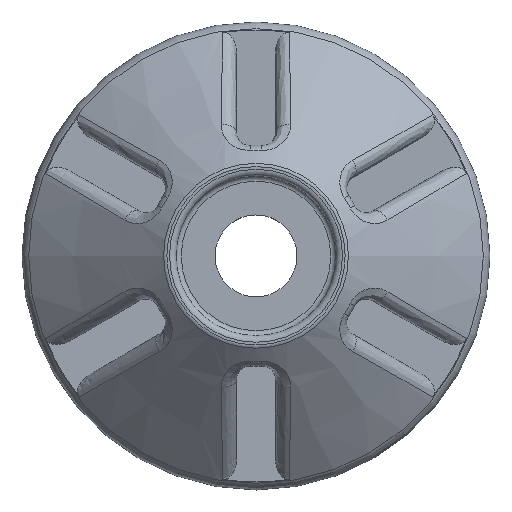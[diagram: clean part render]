
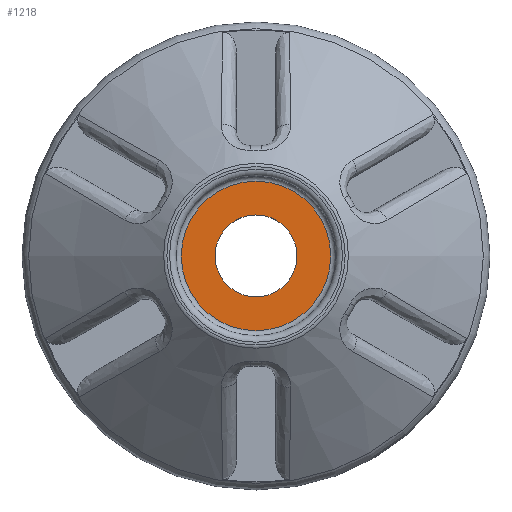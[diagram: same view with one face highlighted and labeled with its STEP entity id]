
A CAD part, top view. The second image highlights one B-rep face of the part: STEP entity #1218.
In plain terms, the highlighted planar face has unit normal (0, 0, 1).
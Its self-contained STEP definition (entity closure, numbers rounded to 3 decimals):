
#227=FACE_BOUND('',#413,.T.);
#248=PLANE('',#1349);
#325=FACE_OUTER_BOUND('',#412,.T.);
#412=EDGE_LOOP('',(#1120));
#413=EDGE_LOOP('',(#1121));
#440=CIRCLE('',#1267,3.15);
#478=CIRCLE('',#1350,5.75);
#527=VERTEX_POINT('',#3802);
#589=VERTEX_POINT('',#6919);
#644=EDGE_CURVE('',#527,#527,#440,.T.);
#767=EDGE_CURVE('',#589,#589,#478,.T.);
#1120=ORIENTED_EDGE('',*,*,#767,.F.);
#1121=ORIENTED_EDGE('',*,*,#644,.T.);
#1218=ADVANCED_FACE('',(#325,#227),#248,.T.);
#1267=AXIS2_PLACEMENT_3D('',#3804,#1426,#1427);
#1349=AXIS2_PLACEMENT_3D('',#6918,#1627,#1628);
#1350=AXIS2_PLACEMENT_3D('',#6920,#1629,#1630);
#1426=DIRECTION('center_axis',(0.,0.,-1.));
#1427=DIRECTION('ref_axis',(1.,0.,0.));
#1627=DIRECTION('center_axis',(0.,0.,1.));
#1628=DIRECTION('ref_axis',(1.,0.,0.));
#1629=DIRECTION('center_axis',(0.,0.,-1.));
#1630=DIRECTION('ref_axis',(-1.,0.,0.));
#3802=CARTESIAN_POINT('',(-3.15,0.,4.));
#3804=CARTESIAN_POINT('Origin',(0.,0.,4.));
#6918=CARTESIAN_POINT('Origin',(0.,0.,4.));
#6919=CARTESIAN_POINT('',(-5.75,0.,4.));
#6920=CARTESIAN_POINT('Origin',(0.,0.,4.));
